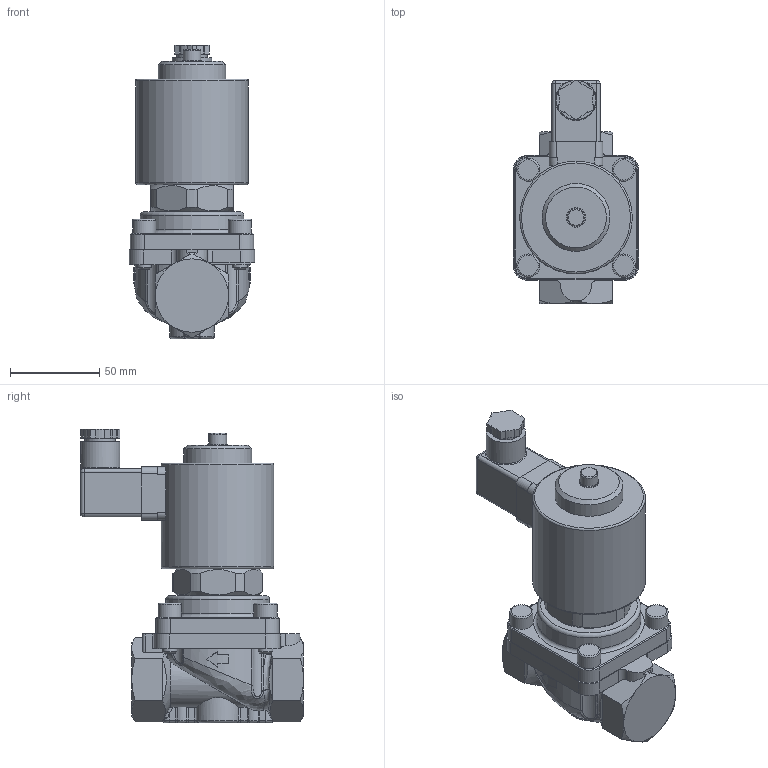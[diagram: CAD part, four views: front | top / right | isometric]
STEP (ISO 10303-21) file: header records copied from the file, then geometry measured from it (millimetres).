
FILE_DESCRIPTION(/* description */ ('3D-Modell'),/* implementation_level */ '2;1');
FILE_NAME(/* name */ '035.000186_A3524-1004-.322.stp',/* time_stamp */ '2018-04-16T07:41:13+02:00',/* author */ ('EFast'),/* organization */ (''),/* preprocessor_version */ 'ST-DEVELOPER v16.1',/* originating_system */ 'Autodesk Inventor 2016',/* authorisation */ '');
FILE_SCHEMA (('AUTOMOTIVE_DESIGN { 1 0 10303 214 3 1 1 }'));
Length unit declared in the file: millimetre
Products named in the file (1): 88-002726
Bounding box: 70 x 124.7 x 164.2 mm (x, y, z)
Volume: 531938 mm3; surface area: 55316.7 mm2
Topology: 1 solids, 1 shells, 348 faces, 899 edges, 567 vertices
Faces by surface type: cylinder 130, plane 129, cone 31, torus 30, bspline 24, sphere 4
Full cylindrical faces by diameter (mm): 8 x4, 10 x1, 11 x1, 13 x4, 17 x1, 22 x1, 37.968 x1, 58 x1, 63 x1
Entity records: 11730 total; most frequent: CARTESIAN_POINT 3667, ORIENTED_EDGE 1704, DIRECTION 1640, EDGE_CURVE 852, AXIS2_PLACEMENT_3D 643, VERTEX_POINT 558, EDGE_LOOP 400, LINE 354
